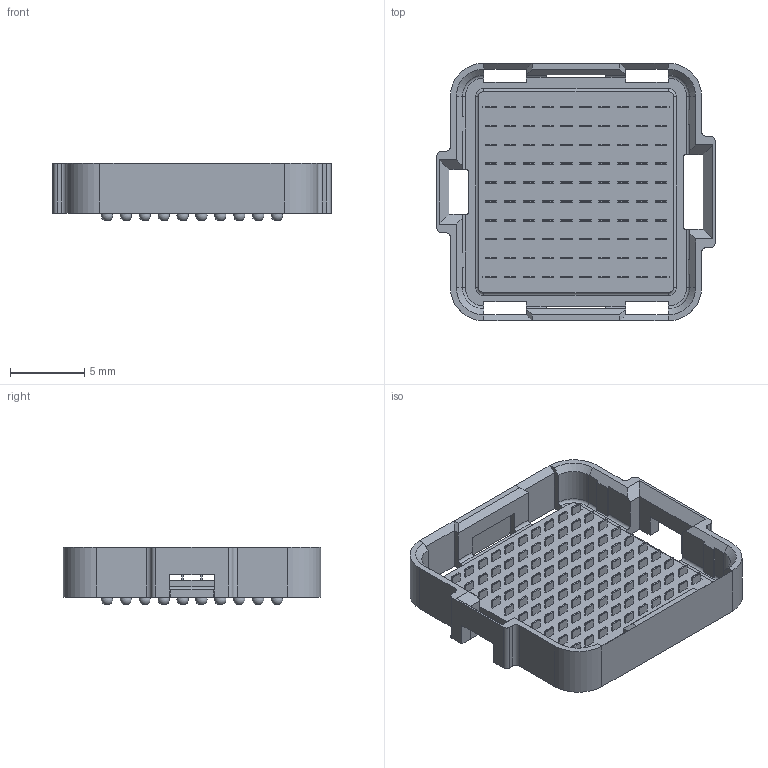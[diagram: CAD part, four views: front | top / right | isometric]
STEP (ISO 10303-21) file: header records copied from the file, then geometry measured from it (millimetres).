
FILE_DESCRIPTION(/* description */ (''),/* implementation_level */ '2;1');
FILE_NAME(/* name */ 'AMPHENOL_84512-102LF.stp',/* time_stamp */ '2017-03-13T09:19:13+01:00',/* author */ ('riccim'),/* organization */ ('SolidWorks'),/* preprocessor_version */ 'ST-DEVELOPER v16.1',/* originating_system */ 'AutoCAD Mechanical',/* authorisation */ ' ');
FILE_SCHEMA (('AUTOMOTIVE_DESIGN { 1 0 10303 214 3 1 1 }'));
Length unit declared in the file: millimetre
Products named in the file (1): Product
Bounding box: 18.7 x 17.34 x 3.85 mm (x, y, z)
Volume: 398.7 mm3; surface area: 1291.3 mm2
Topology: 205 solids, 205 shells, 1477 faces, 3184 edges, 2108 vertices
Faces by surface type: plane 1129, cylinder 236, sphere 100, torus 8, cone 4
Entity records: 39600 total; most frequent: DIRECTION 7136, CARTESIAN_POINT 6670, ORIENTED_EDGE 6176, EDGE_CURVE 3084, AXIS2_PLACEMENT_3D 2574, VERTEX_POINT 2108, LINE 1988, VECTOR 1988
